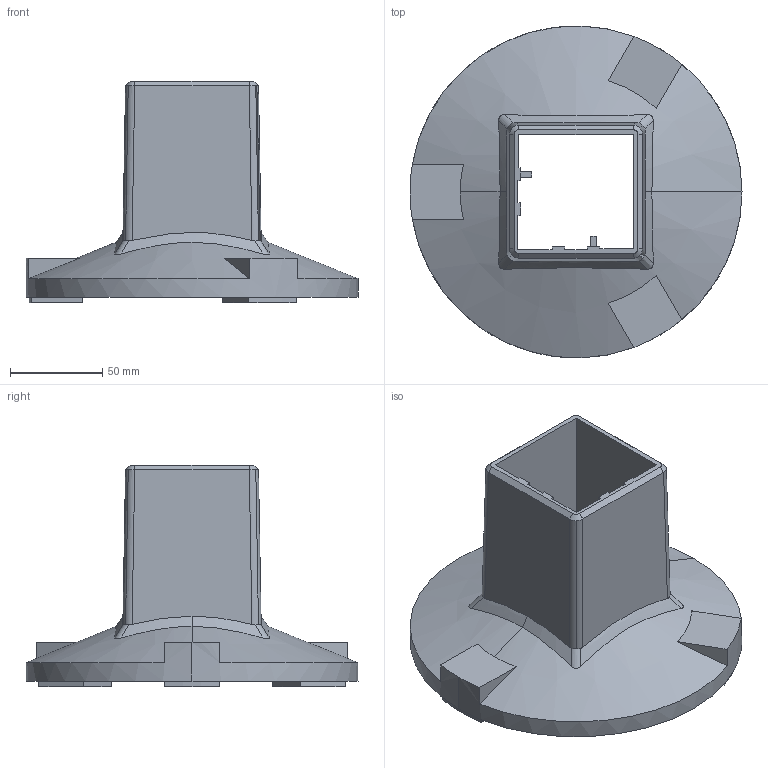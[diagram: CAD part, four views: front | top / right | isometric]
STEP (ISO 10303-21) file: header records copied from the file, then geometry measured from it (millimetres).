
FILE_DESCRIPTION(('STEP AP214'),'1');
FILE_NAME('cctmp_3DF903A8-14AE-46C1-9E47-2899D017983D_2020_1_17_6_43_54_138..stp','2020-01-17T05:43:57',('Bosch Rexroth AG'),('CADClick - www.CADClick.com'),'Spatial InterOp 3D',' ','unknown authorization - (Healing Option Enabled)');
FILE_SCHEMA(('AUTOMOTIVE_DESIGN'));
Length unit declared in the file: millimetre
Products named in the file (1): 2020_01_17__06-43-53-922
Bounding box: 180 x 180 x 120 mm (x, y, z)
Volume: 576895.1 mm3; surface area: 107737.1 mm2
Topology: 1 solids, 1 shells, 100 faces, 276 edges, 181 vertices
Faces by surface type: plane 67, bspline 18, cylinder 13, cone 2
Entity records: 10781 total; most frequent: CARTESIAN_POINT 7619, ORIENTED_EDGE 552, DIRECTION 378, EDGE_CURVE 276, VERTEX_POINT 181, LINE 172, VECTOR 172, EDGE_LOOP 105
